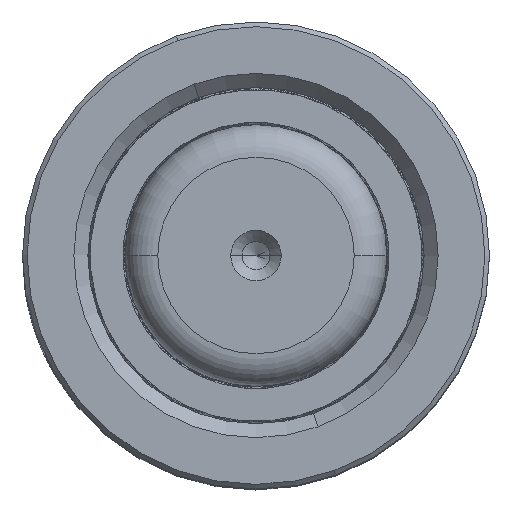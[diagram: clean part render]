
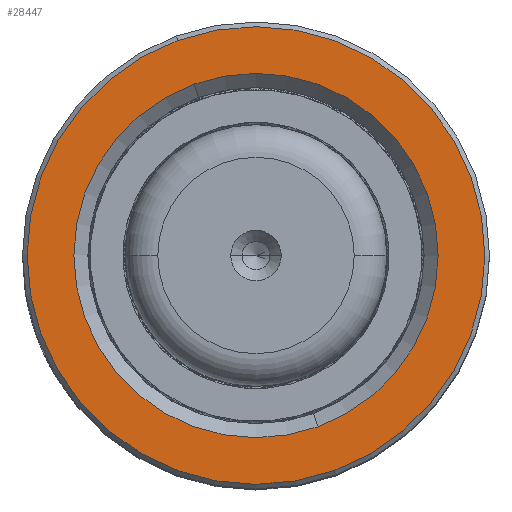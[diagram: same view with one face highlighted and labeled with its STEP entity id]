
A CAD part, top view. The second image highlights one B-rep face of the part: STEP entity #28447.
In plain terms, the highlighted planar face has unit normal (0, 0, 1).
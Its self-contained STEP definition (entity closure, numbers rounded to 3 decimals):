
#2985 = EDGE_LOOP ( 'NONE', ( #11572, #6753 ) ) ;
#3028 = EDGE_LOOP ( 'NONE', ( #33500, #22345 ) ) ;
#4256 = CARTESIAN_POINT ( 'NONE',  ( 0., 0., 60. ) ) ;
#5468 = EDGE_CURVE ( 'NONE', #12438, #37508, #38087, .T. ) ;
#6753 = ORIENTED_EDGE ( 'NONE', *, *, #19737, .T. ) ;
#7461 = DIRECTION ( 'NONE',  ( 0., 0., -1. ) ) ;
#8018 = DIRECTION ( 'NONE',  ( 0., 0., 1. ) ) ;
#9020 = DIRECTION ( 'NONE',  ( 1., 0., 0. ) ) ;
#9907 = EDGE_CURVE ( 'NONE', #44682, #37462, #37465, .T. ) ;
#11572 = ORIENTED_EDGE ( 'NONE', *, *, #5468, .T. ) ;
#12438 = VERTEX_POINT ( 'NONE', #44011 ) ;
#12838 = CIRCLE ( 'NONE', #48964, 19.5 ) ;
#13359 = DIRECTION ( 'NONE',  ( 0., 0., -1. ) ) ;
#15754 = DIRECTION ( 'NONE',  ( 1., 0., 0. ) ) ;
#16183 = CARTESIAN_POINT ( 'NONE',  ( -19.5, 0., 60. ) ) ;
#19055 = AXIS2_PLACEMENT_3D ( 'NONE', #20907, #40005, #9020 ) ;
#19735 = DIRECTION ( 'NONE',  ( 1., 0., 0. ) ) ;
#19737 = EDGE_CURVE ( 'NONE', #37508, #12438, #12838, .T. ) ;
#20907 = CARTESIAN_POINT ( 'NONE',  ( 0., 0., 60. ) ) ;
#22345 = ORIENTED_EDGE ( 'NONE', *, *, #40335, .T. ) ;
#22644 = AXIS2_PLACEMENT_3D ( 'NONE', #23399, #43319, #15754 ) ;
#23399 = CARTESIAN_POINT ( 'NONE',  ( 0., 0., 60. ) ) ;
#26821 = CARTESIAN_POINT ( 'NONE',  ( 0., 0., 60. ) ) ;
#26978 = AXIS2_PLACEMENT_3D ( 'NONE', #4256, #8018, #19735 ) ;
#27890 = CARTESIAN_POINT ( 'NONE',  ( 24.5, 0., 60. ) ) ;
#28376 = CIRCLE ( 'NONE', #19055, 24.5 ) ;
#28447 = ADVANCED_FACE ( 'NONE', ( #30007, #45236 ), #49951, .T. ) ;
#29187 = DIRECTION ( 'NONE',  ( 1., 0., 0. ) ) ;
#30007 = FACE_OUTER_BOUND ( 'NONE', #3028, .T. ) ;
#30512 = CARTESIAN_POINT ( 'NONE',  ( -24.5, 0., 60. ) ) ;
#33500 = ORIENTED_EDGE ( 'NONE', *, *, #9907, .T. ) ;
#36712 = CARTESIAN_POINT ( 'NONE',  ( 0., 0., 60. ) ) ;
#37462 = VERTEX_POINT ( 'NONE', #27890 ) ;
#37465 = CIRCLE ( 'NONE', #26978, 24.5 ) ;
#37508 = VERTEX_POINT ( 'NONE', #16183 ) ;
#38087 = CIRCLE ( 'NONE', #48449, 19.5 ) ;
#40005 = DIRECTION ( 'NONE',  ( 0., 0., 1. ) ) ;
#40335 = EDGE_CURVE ( 'NONE', #37462, #44682, #28376, .T. ) ;
#43319 = DIRECTION ( 'NONE',  ( 0., 0., 1. ) ) ;
#44011 = CARTESIAN_POINT ( 'NONE',  ( 19.5, 0., 60. ) ) ;
#44682 = VERTEX_POINT ( 'NONE', #30512 ) ;
#45236 = FACE_BOUND ( 'NONE', #2985, .T. ) ;
#48449 = AXIS2_PLACEMENT_3D ( 'NONE', #26821, #7461, #50123 ) ;
#48964 = AXIS2_PLACEMENT_3D ( 'NONE', #36712, #13359, #29187 ) ;
#49951 = PLANE ( 'NONE',  #22644 ) ;
#50123 = DIRECTION ( 'NONE',  ( 1., 0., 0. ) ) ;
